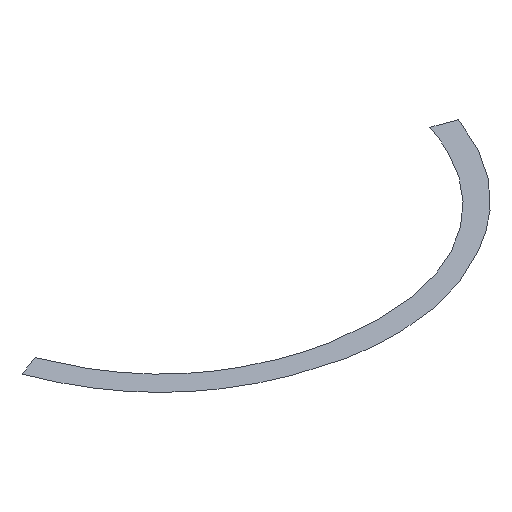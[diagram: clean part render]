
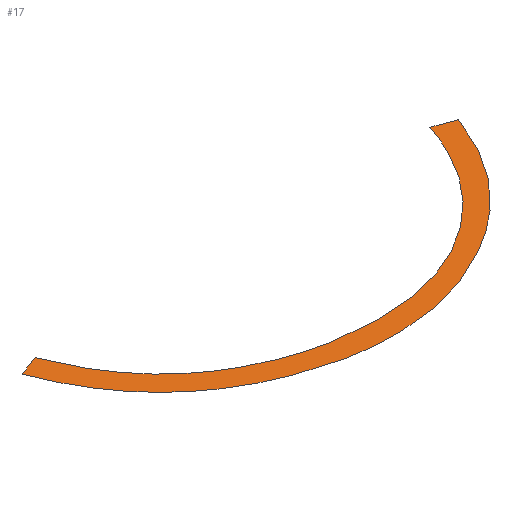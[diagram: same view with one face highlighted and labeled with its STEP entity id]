
A CAD part, isometric view. The second image highlights one B-rep face of the part: STEP entity #17.
In plain terms, the highlighted planar face has unit normal (0, 0, 1).
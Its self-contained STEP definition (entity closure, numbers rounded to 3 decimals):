
#17 = ADVANCED_FACE('',(#18),#32,.F.);
#18 = FACE_BOUND('',#19,.F.);
#19 = EDGE_LOOP('',(#20,#43,#65,#87,#103,#125,#147));
#20 = ORIENTED_EDGE('',*,*,#21,.T.);
#21 = EDGE_CURVE('',#22,#24,#26,.T.);
#22 = VERTEX_POINT('',#23);
#23 = CARTESIAN_POINT('',(-10.083,2.42,
    0.));
#24 = VERTEX_POINT('',#25);
#25 = CARTESIAN_POINT('',(-9.145,2.767,
    0.));
#26 = SURFACE_CURVE('',#27,(#31),.PCURVE_S1.);
#27 = LINE('',#28,#29);
#28 = CARTESIAN_POINT('',(-10.083,2.42,
    0.));
#29 = VECTOR('',#30,1.);
#30 = DIRECTION('',(0.938,0.347,0.));
#31 = PCURVE('',#32,#37);
#32 = PLANE('',#33);
#33 = AXIS2_PLACEMENT_3D('',#34,#35,#36);
#34 = CARTESIAN_POINT('',(-11.161,-2.637,
    0.));
#35 = DIRECTION('',(0.,0.,-1.));
#36 = DIRECTION('',(0.183,0.983,0.));
#37 = DEFINITIONAL_REPRESENTATION('',(#38),#42);
#38 = LINE('',#39,#40);
#39 = CARTESIAN_POINT('',(5.168,0.134));
#40 = VECTOR('',#41,1.);
#41 = DIRECTION('',(0.513,0.859));
#42 = ( GEOMETRIC_REPRESENTATION_CONTEXT(2) 
PARAMETRIC_REPRESENTATION_CONTEXT() REPRESENTATION_CONTEXT('2D SPACE',''
  ) );
#43 = ORIENTED_EDGE('',*,*,#44,.T.);
#44 = EDGE_CURVE('',#24,#45,#47,.T.);
#45 = VERTEX_POINT('',#46);
#46 = CARTESIAN_POINT('',(-1.974,-3.274,
    0.));
#47 = SURFACE_CURVE('',#48,(#55),.PCURVE_S1.);
#48 = B_SPLINE_CURVE_WITH_KNOTS('',3,(#49,#50,#51,#52,#53,#54),
  .UNSPECIFIED.,.F.,.F.,(4,1,1,4),(0.,0.333,0.667,1.),
  .UNSPECIFIED.);
#49 = CARTESIAN_POINT('',(-9.145,2.767,
    0.));
#50 = CARTESIAN_POINT('',(-8.728,1.671,
    0.));
#51 = CARTESIAN_POINT('',(-7.642,-0.237,
    0.));
#52 = CARTESIAN_POINT('',(-5.244,-2.237,
    0.));
#53 = CARTESIAN_POINT('',(-3.148,-3.021,
    0.));
#54 = CARTESIAN_POINT('',(-1.974,-3.274,
    0.));
#55 = PCURVE('',#32,#56);
#56 = DEFINITIONAL_REPRESENTATION('',(#57),#64);
#57 = B_SPLINE_CURVE_WITH_KNOTS('',3,(#58,#59,#60,#61,#62,#63),
  .UNSPECIFIED.,.F.,.F.,(4,1,1,4),(0.,0.333,0.667,1.),
  .UNSPECIFIED.);
#58 = CARTESIAN_POINT('',(5.681,0.992));
#59 = CARTESIAN_POINT('',(4.68,1.602));
#60 = CARTESIAN_POINT('',(3.004,3.02));
#61 = CARTESIAN_POINT('',(1.477,5.743));
#62 = CARTESIAN_POINT('',(1.089,7.948));
#63 = CARTESIAN_POINT('',(1.056,9.148));
#64 = ( GEOMETRIC_REPRESENTATION_CONTEXT(2) 
PARAMETRIC_REPRESENTATION_CONTEXT() REPRESENTATION_CONTEXT('2D SPACE',''
  ) );
#65 = ORIENTED_EDGE('',*,*,#66,.T.);
#66 = EDGE_CURVE('',#45,#67,#69,.T.);
#67 = VERTEX_POINT('',#68);
#68 = CARTESIAN_POINT('',(8.709,2.859,
    0.));
#69 = SURFACE_CURVE('',#70,(#77),.PCURVE_S1.);
#70 = B_SPLINE_CURVE_WITH_KNOTS('',3,(#71,#72,#73,#74,#75,#76),
  .UNSPECIFIED.,.F.,.F.,(4,1,1,4),(0.,0.333,0.667,1.),
  .UNSPECIFIED.);
#71 = CARTESIAN_POINT('',(-1.974,-3.274,
    0.));
#72 = CARTESIAN_POINT('',(-0.223,-3.562,
    0.));
#73 = CARTESIAN_POINT('',(2.906,-3.487,
    0.));
#74 = CARTESIAN_POINT('',(6.737,-1.091,
    0.));
#75 = CARTESIAN_POINT('',(8.204,1.363,
    0.));
#76 = CARTESIAN_POINT('',(8.709,2.859,
    0.));
#77 = PCURVE('',#32,#78);
#78 = DEFINITIONAL_REPRESENTATION('',(#79),#86);
#79 = B_SPLINE_CURVE_WITH_KNOTS('',3,(#80,#81,#82,#83,#84,#85),
  .UNSPECIFIED.,.F.,.F.,(4,1,1,4),(0.,0.333,0.667,1.),
  .UNSPECIFIED.);
#80 = CARTESIAN_POINT('',(1.056,9.148));
#81 = CARTESIAN_POINT('',(1.093,10.922));
#82 = CARTESIAN_POINT('',(1.739,13.984));
#83 = CARTESIAN_POINT('',(4.796,17.313));
#84 = CARTESIAN_POINT('',(7.477,18.305));
#85 = CARTESIAN_POINT('',(9.041,18.527));
#86 = ( GEOMETRIC_REPRESENTATION_CONTEXT(2) 
PARAMETRIC_REPRESENTATION_CONTEXT() REPRESENTATION_CONTEXT('2D SPACE',''
  ) );
#87 = ORIENTED_EDGE('',*,*,#88,.T.);
#88 = EDGE_CURVE('',#67,#89,#91,.T.);
#89 = VERTEX_POINT('',#90);
#90 = CARTESIAN_POINT('',(9.648,2.523,
    0.));
#91 = SURFACE_CURVE('',#92,(#96),.PCURVE_S1.);
#92 = LINE('',#93,#94);
#93 = CARTESIAN_POINT('',(8.709,2.859,
    0.));
#94 = VECTOR('',#95,1.);
#95 = DIRECTION('',(0.941,-0.337,0.)
  );
#96 = PCURVE('',#32,#97);
#97 = DEFINITIONAL_REPRESENTATION('',(#98),#102);
#98 = LINE('',#99,#100);
#99 = CARTESIAN_POINT('',(9.041,18.527));
#100 = VECTOR('',#101,1.);
#101 = DIRECTION('',(-0.159,0.987));
#102 = ( GEOMETRIC_REPRESENTATION_CONTEXT(2) 
PARAMETRIC_REPRESENTATION_CONTEXT() REPRESENTATION_CONTEXT('2D SPACE',''
  ) );
#103 = ORIENTED_EDGE('',*,*,#104,.T.);
#104 = EDGE_CURVE('',#89,#105,#107,.T.);
#105 = VERTEX_POINT('',#106);
#106 = CARTESIAN_POINT('',(5.001,-3.037,
    0.));
#107 = SURFACE_CURVE('',#108,(#115),.PCURVE_S1.);
#108 = B_SPLINE_CURVE_WITH_KNOTS('',3,(#109,#110,#111,#112,#113,#114),
  .UNSPECIFIED.,.F.,.F.,(4,1,1,4),(0.,0.333,0.667,1.),
  .UNSPECIFIED.);
#109 = CARTESIAN_POINT('',(9.648,2.523,
    0.));
#110 = CARTESIAN_POINT('',(9.359,1.715,
    0.));
#111 = CARTESIAN_POINT('',(8.629,0.227,
    0.));
#112 = CARTESIAN_POINT('',(7.08,-1.627,
    0.));
#113 = CARTESIAN_POINT('',(5.745,-2.609,
    0.));
#114 = CARTESIAN_POINT('',(5.001,-3.037,
    0.));
#115 = PCURVE('',#32,#116);
#116 = DEFINITIONAL_REPRESENTATION('',(#117),#124);
#117 = B_SPLINE_CURVE_WITH_KNOTS('',3,(#118,#119,#120,#121,#122,#123),
  .UNSPECIFIED.,.F.,.F.,(4,1,1,4),(0.,0.333,0.667,1.),
  .UNSPECIFIED.);
#118 = CARTESIAN_POINT('',(8.882,19.513));
#119 = CARTESIAN_POINT('',(8.035,19.376));
#120 = CARTESIAN_POINT('',(6.438,18.931));
#121 = CARTESIAN_POINT('',(4.333,17.748));
#122 = CARTESIAN_POINT('',(3.123,16.615));
#123 = CARTESIAN_POINT('',(2.566,15.962));
#124 = ( GEOMETRIC_REPRESENTATION_CONTEXT(2) 
PARAMETRIC_REPRESENTATION_CONTEXT() REPRESENTATION_CONTEXT('2D SPACE',''
  ) );
#125 = ORIENTED_EDGE('',*,*,#126,.T.);
#126 = EDGE_CURVE('',#105,#127,#129,.T.);
#127 = VERTEX_POINT('',#128);
#128 = CARTESIAN_POINT('',(-2.157,-4.258,
    0.));
#129 = SURFACE_CURVE('',#130,(#137),.PCURVE_S1.);
#130 = B_SPLINE_CURVE_WITH_KNOTS('',3,(#131,#132,#133,#134,#135,#136),
  .UNSPECIFIED.,.F.,.F.,(4,1,1,4),(0.,0.333,0.667,1.),
  .UNSPECIFIED.);
#131 = CARTESIAN_POINT('',(5.001,-3.037,
    0.));
#132 = CARTESIAN_POINT('',(4.257,-3.465,
    0.));
#133 = CARTESIAN_POINT('',(2.734,-4.127,
    0.));
#134 = CARTESIAN_POINT('',(0.351,-4.534,
    0.));
#135 = CARTESIAN_POINT('',(-1.309,-4.415,
    0.));
#136 = CARTESIAN_POINT('',(-2.157,-4.258,
    0.));
#137 = PCURVE('',#32,#138);
#138 = DEFINITIONAL_REPRESENTATION('',(#139),#146);
#139 = B_SPLINE_CURVE_WITH_KNOTS('',3,(#140,#141,#142,#143,#144,#145),
  .UNSPECIFIED.,.F.,.F.,(4,1,1,4),(0.,0.333,0.667,1.),
  .UNSPECIFIED.);
#140 = CARTESIAN_POINT('',(2.566,15.962));
#141 = CARTESIAN_POINT('',(2.008,15.309));
#142 = CARTESIAN_POINT('',(1.078,13.933));
#143 = CARTESIAN_POINT('',(0.242,11.665));
#144 = CARTESIAN_POINT('',(0.055,10.01));
#145 = CARTESIAN_POINT('',(0.055,9.148));
#146 = ( GEOMETRIC_REPRESENTATION_CONTEXT(2) 
PARAMETRIC_REPRESENTATION_CONTEXT() REPRESENTATION_CONTEXT('2D SPACE',''
  ) );
#147 = ORIENTED_EDGE('',*,*,#148,.T.);
#148 = EDGE_CURVE('',#127,#22,#149,.T.);
#149 = SURFACE_CURVE('',#150,(#157),.PCURVE_S1.);
#150 = B_SPLINE_CURVE_WITH_KNOTS('',3,(#151,#152,#153,#154,#155,#156),
  .UNSPECIFIED.,.F.,.F.,(4,1,1,4),(0.,0.333,0.667,1.),
  .UNSPECIFIED.);
#151 = CARTESIAN_POINT('',(-2.157,-4.258,
    0.));
#152 = CARTESIAN_POINT('',(-3.471,-3.971,
    0.));
#153 = CARTESIAN_POINT('',(-5.81,-3.094,
    0.));
#154 = CARTESIAN_POINT('',(-8.441,-0.87,
    0.));
#155 = CARTESIAN_POINT('',(-9.631,1.222,
    0.));
#156 = CARTESIAN_POINT('',(-10.083,2.42,
    0.));
#157 = PCURVE('',#32,#158);
#158 = DEFINITIONAL_REPRESENTATION('',(#159),#166);
#159 = B_SPLINE_CURVE_WITH_KNOTS('',3,(#160,#161,#162,#163,#164,#165),
  .UNSPECIFIED.,.F.,.F.,(4,1,1,4),(0.,0.333,0.667,1.),
  .UNSPECIFIED.);
#160 = CARTESIAN_POINT('',(0.055,9.148));
#161 = CARTESIAN_POINT('',(0.096,7.804));
#162 = CARTESIAN_POINT('',(0.53,5.344));
#163 = CARTESIAN_POINT('',(2.234,2.35));
#164 = CARTESIAN_POINT('',(4.073,0.797));
#165 = CARTESIAN_POINT('',(5.168,0.134));
#166 = ( GEOMETRIC_REPRESENTATION_CONTEXT(2) 
PARAMETRIC_REPRESENTATION_CONTEXT() REPRESENTATION_CONTEXT('2D SPACE',''
  ) );
